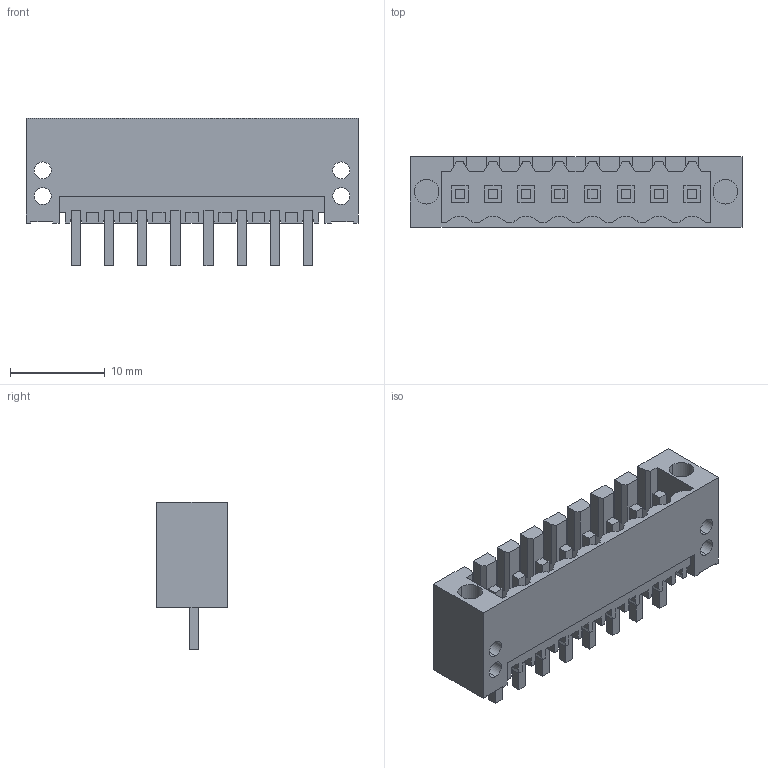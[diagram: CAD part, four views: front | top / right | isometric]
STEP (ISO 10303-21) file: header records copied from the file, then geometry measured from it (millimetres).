
FILE_DESCRIPTION(('CATIA V5 STEP Exchange','CAx-IF Rec.Pracs.--- Model Styling and Organization---1.2---2011-12-15'),'2;1');
FILE_NAME ('D1453471_0_1614270000_1614270000.stp','2018-03-13T04:59:38+00:00',('none'),('Weidmueller'),'CATIA Version 5-6 Release 2014','CATIA V5 STEP AP214','none');
FILE_SCHEMA(('AUTOMOTIVE_DESIGN { 1 0 10303 214 1 1 1 1 }'));
Length unit declared in the file: millimetre
Products named in the file (1): 1614270000
Bounding box: 35 x 7.45 x 15.55 mm (x, y, z)
Volume: 1263.6 mm3; surface area: 3300.9 mm2
Topology: 9 solids, 9 shells, 530 faces, 1525 edges, 1025 vertices
Faces by surface type: plane 500, cylinder 30
Entity records: 16650 total; most frequent: ORIENTED_EDGE 3042, CARTESIAN_POINT 2933, DIRECTION 2195, EDGE_CURVE 1521, VECTOR 1461, LINE 1461, VERTEX_POINT 1023, EDGE_LOOP 574
